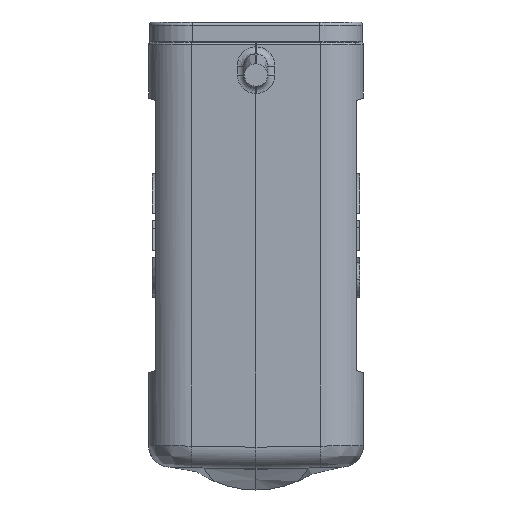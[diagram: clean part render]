
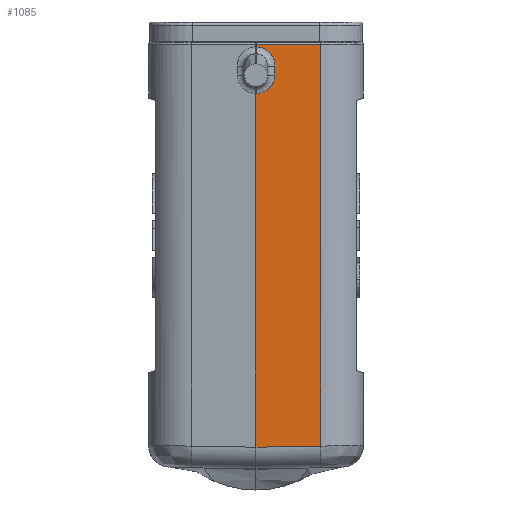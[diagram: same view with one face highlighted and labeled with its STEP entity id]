
A CAD part, left-side view. The second image highlights one B-rep face of the part: STEP entity #1085.
In plain terms, the highlighted planar face has unit normal (-1, -0.017, -0.018).
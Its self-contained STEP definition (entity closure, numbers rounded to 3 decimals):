
#604=FACE_OUTER_BOUND('',#2227,.T.);
#1085=ADVANCED_FACE('NONE',(#604),#1471,.T.);
#1471=PLANE('',#8946);
#1653=B_SPLINE_CURVE_WITH_KNOTS('',3,(#13692,#13693,#13694,#13695,#13696,
#13697,#13698,#13699,#13700,#13701,#13702,#13703),.UNSPECIFIED.,.F.,.F.,
(4,2,2,2,2,4),(0.,0.125,0.25,0.5,
0.75,1.),.UNSPECIFIED.);
#1657=B_SPLINE_CURVE_WITH_KNOTS('',3,(#13772,#13773,#13774,#13775,#13776,
#13777),.UNSPECIFIED.,.F.,.F.,(4,2,4),(0.,0.5,1.),.UNSPECIFIED.);
#2227=EDGE_LOOP('',(#4038,#4039,#4040,#4041,#4042,#4043,#4044,#4045,#4046,
#4047));
#4038=ORIENTED_EDGE('',*,*,#6750,.F.);
#4039=ORIENTED_EDGE('',*,*,#6131,.T.);
#4040=ORIENTED_EDGE('',*,*,#6639,.T.);
#4041=ORIENTED_EDGE('',*,*,#6642,.T.);
#4042=ORIENTED_EDGE('',*,*,#6645,.T.);
#4043=ORIENTED_EDGE('',*,*,#6647,.T.);
#4044=ORIENTED_EDGE('',*,*,#6569,.T.);
#4045=ORIENTED_EDGE('',*,*,#6751,.F.);
#4046=ORIENTED_EDGE('',*,*,#6653,.T.);
#4047=ORIENTED_EDGE('',*,*,#6748,.T.);
#5290=VERTEX_POINT('',#11733);
#5295=VERTEX_POINT('',#11756);
#5586=VERTEX_POINT('',#13210);
#5587=VERTEX_POINT('',#13219);
#5631=VERTEX_POINT('',#13603);
#5643=VERTEX_POINT('',#13669);
#5644=VERTEX_POINT('',#13691);
#5645=VERTEX_POINT('',#13764);
#5651=VERTEX_POINT('',#13806);
#5707=VERTEX_POINT('',#14587);
#6131=EDGE_CURVE('NONE',#5295,#5290,#7279,.T.);
#6569=EDGE_CURVE('NONE',#5587,#5586,#7605,.T.);
#6639=EDGE_CURVE('NONE',#5290,#5643,#7634,.T.);
#6642=EDGE_CURVE('NONE',#5643,#5644,#1653,.T.);
#6645=EDGE_CURVE('NONE',#5644,#5645,#7635,.T.);
#6647=EDGE_CURVE('NONE',#5645,#5587,#1657,.T.);
#6653=EDGE_CURVE('NONE',#5651,#5631,#7636,.T.);
#6748=EDGE_CURVE('NONE',#5631,#5707,#7666,.T.);
#6750=EDGE_CURVE('NONE',#5295,#5707,#7668,.T.);
#6751=EDGE_CURVE('NONE',#5651,#5586,#7669,.T.);
#7279=LINE('',#11759,#7977);
#7605=LINE('',#13218,#8309);
#7634=LINE('',#13670,#8338);
#7635=LINE('',#13765,#8339);
#7636=LINE('',#13805,#8340);
#7666=LINE('',#14588,#8370);
#7668=LINE('',#14591,#8372);
#7669=LINE('',#14592,#8373);
#7977=VECTOR('',#9589,1.);
#8309=VECTOR('',#10361,1.);
#8338=VECTOR('',#10428,1.);
#8339=VECTOR('',#10431,1.);
#8340=VECTOR('',#10436,1.);
#8370=VECTOR('',#10522,1.);
#8372=VECTOR('',#10526,1.);
#8373=VECTOR('',#10527,1.);
#8946=AXIS2_PLACEMENT_3D('',#14593,#10528,#10529);
#9589=DIRECTION('',(0.017,0.,-1.));
#10361=DIRECTION('',(-0.017,1.,0.));
#10428=DIRECTION('',(0.017,-1.,0.006));
#10431=DIRECTION('',(0.017,0.,-1.));
#10436=DIRECTION('',(0.017,-1.,0.017));
#10522=DIRECTION('',(-0.017,0.,1.));
#10526=DIRECTION('',(0.017,-1.,0.));
#10527=DIRECTION('',(-0.017,0.,1.));
#10528=DIRECTION('',(-1.,-0.017,-0.017));
#10529=DIRECTION('',(-0.017,0.,1.));
#11733=CARTESIAN_POINT('',(-39.989,-0.005,-70.622));
#11756=CARTESIAN_POINT('',(-39.995,-0.005,-70.305));
#11759=CARTESIAN_POINT('',(-40.,-0.005,-70.));
#13210=CARTESIAN_POINT('',(-39.878,0.,-76.983));
#13218=CARTESIAN_POINT('',(-39.881,0.188,-76.983));
#13219=CARTESIAN_POINT('',(-39.877,-0.083,-76.983));
#13603=CARTESIAN_POINT('',(-38.878,-8.855,-125.398));
#13669=CARTESIAN_POINT('',(-39.988,-0.083,-70.622));
#13670=CARTESIAN_POINT('',(-39.989,0.,-70.622));
#13691=CARTESIAN_POINT('',(-39.898,-2.583,-73.25));
#13692=CARTESIAN_POINT('',(-39.988,-0.083,-70.622));
#13693=CARTESIAN_POINT('',(-39.986,-0.198,-70.621));
#13694=CARTESIAN_POINT('',(-39.984,-0.311,-70.629));
#13695=CARTESIAN_POINT('',(-39.979,-0.537,-70.66));
#13696=CARTESIAN_POINT('',(-39.977,-0.621,-70.676));
#13697=CARTESIAN_POINT('',(-39.968,-1.037,-70.797));
#13698=CARTESIAN_POINT('',(-39.963,-1.252,-70.894));
#13699=CARTESIAN_POINT('',(-39.946,-1.809,-71.308));
#13700=CARTESIAN_POINT('',(-39.937,-2.046,-71.558));
#13701=CARTESIAN_POINT('',(-39.917,-2.459,-72.32));
#13702=CARTESIAN_POINT('',(-39.907,-2.582,-72.77));
#13703=CARTESIAN_POINT('',(-39.898,-2.583,-73.25));
#13764=CARTESIAN_POINT('',(-39.877,-2.583,-74.483));
#13765=CARTESIAN_POINT('',(-39.955,-2.583,-69.999));
#13772=CARTESIAN_POINT('',(-39.877,-2.583,-74.483));
#13773=CARTESIAN_POINT('',(-39.867,-2.582,-75.016));
#13774=CARTESIAN_POINT('',(-39.86,-2.469,-75.528));
#13775=CARTESIAN_POINT('',(-39.857,-1.522,-76.656));
#13776=CARTESIAN_POINT('',(-39.864,-0.819,-76.982));
#13777=CARTESIAN_POINT('',(-39.877,-0.083,-76.983));
#13805=CARTESIAN_POINT('',(-39.03,0.,-125.553));
#13806=CARTESIAN_POINT('',(-39.03,0.,-125.553));
#14587=CARTESIAN_POINT('',(-39.84,-8.854,-70.305));
#14588=CARTESIAN_POINT('',(-38.878,-8.855,-125.398));
#14591=CARTESIAN_POINT('',(-40.256,14.967,-70.305));
#14592=CARTESIAN_POINT('',(-40.,0.,-70.005));
#14593=CARTESIAN_POINT('',(-40.022,1.241,-70.));
